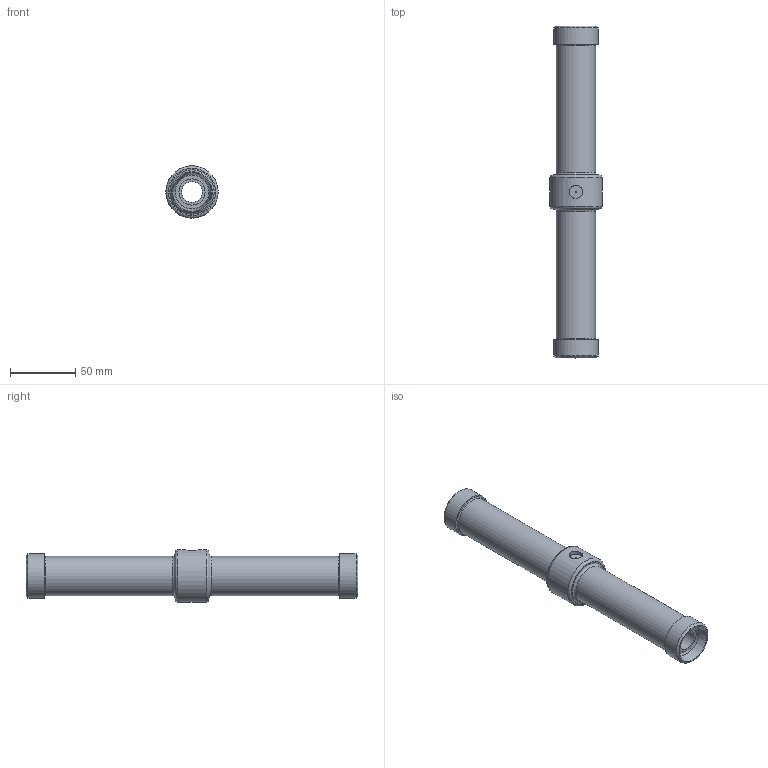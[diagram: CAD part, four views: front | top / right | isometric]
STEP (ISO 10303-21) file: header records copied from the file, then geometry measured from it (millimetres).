
FILE_DESCRIPTION(/* description */ (''),/* implementation_level */ '2;1');
FILE_NAME(/* name */ '31952W.stp',/* time_stamp */ '2018-02-07T10:02:45+01:00',/* author */ ('acgl'),/* organization */ (''),/* preprocessor_version */ 'ST-DEVELOPER v15.6',/* originating_system */ 'Autodesk Inventor 2015',/* authorisation */ '');
FILE_SCHEMA (('AUTOMOTIVE_DESIGN { 1 0 10303 214 3 1 1 }'));
Length unit declared in the file: millimetre
Products named in the file (1): A0013143
Bounding box: 40 x 254 x 40 mm (x, y, z)
Volume: 140659.7 mm3; surface area: 41448.4 mm2
Topology: 1 solids, 1 shells, 33 faces, 61 edges, 37 vertices
Faces by surface type: cylinder 12, plane 9, cone 6, torus 6
Full cylindrical faces by diameter (mm): 0.5 x1, 10 x1, 16 x1, 20 x2, 26 x2, 30 x2, 34 x2, 40 x1
Entity records: 775 total; most frequent: CARTESIAN_POINT 172, DIRECTION 132, ORIENTED_EDGE 70, EDGE_LOOP 68, AXIS2_PLACEMENT_3D 66, FACE_BOUND 35, VERTEX_POINT 35, EDGE_CURVE 35
